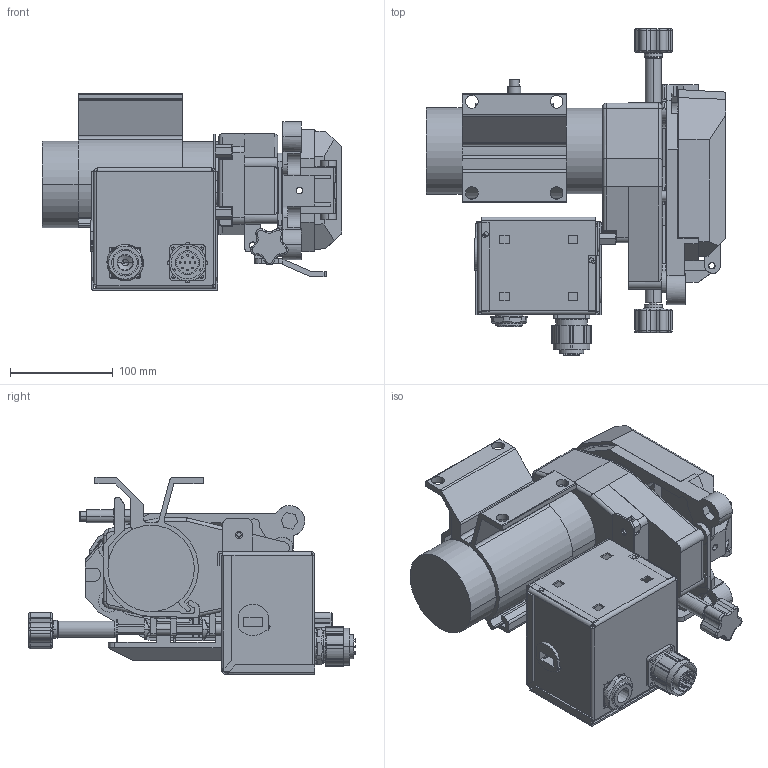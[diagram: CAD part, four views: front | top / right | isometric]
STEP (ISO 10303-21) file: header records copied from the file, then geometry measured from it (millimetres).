
FILE_DESCRIPTION (( 'STEP AP203' ), '1' );
FILE_NAME ('195515assy.STEP', '2010-10-05T16:03:46', ( 'ITS Group' ), ( '' ), 'SwSTEP 2.0', 'SolidWorks 2010', '' );
FILE_SCHEMA (( 'CONFIG_CONTROL_DESIGN' ));
Length unit declared in the file: inch
Products named in the file (27): 201230 FAB 650; 203640; 203644; 201779; 179265 FAB 650; 149528 FAB 650; Bushing, Snap-In (Thru)_010493 Bushing,Snap-In Nyl 0.625 ID X 0.875 Mtg Hole; 149524 FAB 650; 231450; 195515assy; 179263 FAB 650; 203631 FAB 650; 203632 TEMP; 203633; 203637; 203643; 133739; 132746; 203641; 149525 FAB 650; EXTRUSION BASE; EXTRUSION CLAMP; 231950; 221594; 232298_1868-1869; 137761; 238791
Assembly tree (30 placements, depth 4):
  195515assy
    137761
    231950
    179263 FAB 650
    EXTRUSION BASE
    201230 FAB 650
    231450
    Bushing, Snap-In (Thru)_010493 Bushing,Snap-In Nyl 0.625 ID X 0.875 Mtg Hole
    203631 FAB 650
      132746  x2
      133739  x2
      203641  x2
      203632 TEMP
      203633
      203640
        201779
        203643
      203637
        201779
        203644
    238791
    232298_1868-1869
    221594
    179265 FAB 650
      149525 FAB 650
      149524 FAB 650
      149528 FAB 650
    EXTRUSION CLAMP
Bounding box: 291.59 x 318.36 x 192.52 mm (x, y, z)
Volume: 2573185 mm3; surface area: 585485.2 mm2
Topology: 27 solids, 27 shells, 1702 faces, 4470 edges, 2857 vertices
Faces by surface type: plane 845, cylinder 686, torus 82, cone 47, bspline 38, sphere 4
Entity records: 52906 total; most frequent: CARTESIAN_POINT 10361, DIRECTION 8363, ORIENTED_EDGE 8218, EDGE_CURVE 4109, AXIS2_PLACEMENT_3D 2888, VERTEX_POINT 2647, VECTOR 2587, LINE 2587
